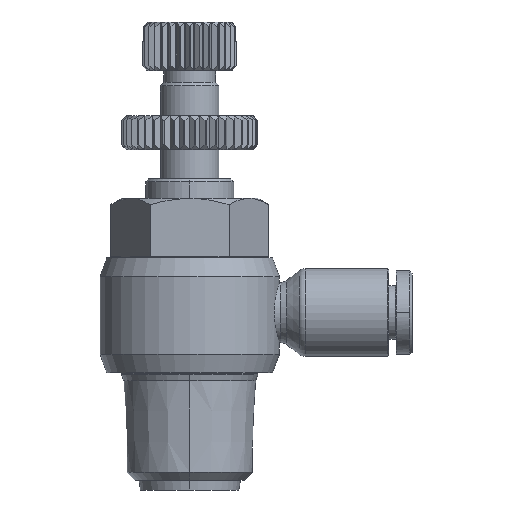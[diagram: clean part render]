
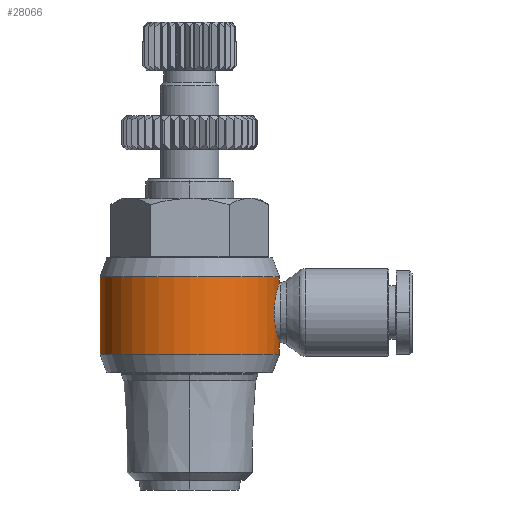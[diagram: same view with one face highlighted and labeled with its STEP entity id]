
A CAD part, front view. The second image highlights one B-rep face of the part: STEP entity #28066.
In plain terms, the highlighted cylindrical face has radius 9.2 mm (diameter 18.4 mm), a partial arc.
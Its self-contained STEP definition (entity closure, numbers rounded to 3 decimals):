
#141=CARTESIAN_POINT('',(-9.0,0.,3.677));
#142=VERTEX_POINT('',#141);
#151=CARTESIAN_POINT('',(9.4,0.,3.677));
#152=VERTEX_POINT('',#151);
#185=CARTESIAN_POINT('',(-9.0,0.,-4.277));
#186=VERTEX_POINT('',#185);
#202=CARTESIAN_POINT('',(9.4,0.,-4.277));
#203=VERTEX_POINT('',#202);
#225=CARTESIAN_POINT('',(-9.0,0.,-3.1));
#226=VERTEX_POINT('',#225);
#227=CARTESIAN_POINT('',(-9.0,0.,-4.277));
#228=DIRECTION('',(0.0,0.0,1.0));
#229=VECTOR('',#228,1.177);
#230=LINE('',#227,#229);
#231=EDGE_CURVE('',#186,#226,#230,.T.);
#234=CARTESIAN_POINT('',(9.4,0.,3.677));
#235=DIRECTION('',(0.0,0.0,-1.0));
#236=VECTOR('',#235,7.954);
#237=LINE('',#234,#236);
#238=EDGE_CURVE('',#152,#203,#237,.T.);
#241=CARTESIAN_POINT('',(-9.,0.,3.1));
#242=VERTEX_POINT('',#241);
#243=CARTESIAN_POINT('',(-9.,0.,3.1));
#244=DIRECTION('',(0.0,0.0,1.0));
#245=VECTOR('',#244,0.577);
#246=LINE('',#243,#245);
#247=EDGE_CURVE('',#242,#142,#246,.T.);
#27967=CARTESIAN_POINT('',(-8.462,3.1,0.));
#27968=VERTEX_POINT('',#27967);
#27969=CARTESIAN_POINT('',(-9.,0.,3.1));
#27970=CARTESIAN_POINT('',(-9.,0.196,3.1));
#27971=CARTESIAN_POINT('',(-8.994,0.399,3.081));
#27972=CARTESIAN_POINT('',(-8.967,0.801,3.002));
#27973=CARTESIAN_POINT('',(-8.948,1.,2.942));
#27974=CARTESIAN_POINT('',(-8.898,1.381,2.783));
#27975=CARTESIAN_POINT('',(-8.868,1.564,2.684));
#27976=CARTESIAN_POINT('',(-8.803,1.901,2.457));
#27977=CARTESIAN_POINT('',(-8.769,2.055,2.329));
#27978=CARTESIAN_POINT('',(-8.701,2.329,2.055));
#27979=CARTESIAN_POINT('',(-8.667,2.457,1.901));
#27980=CARTESIAN_POINT('',(-8.6,2.684,1.564));
#27981=CARTESIAN_POINT('',(-8.569,2.783,1.381));
#27982=CARTESIAN_POINT('',(-8.517,2.942,1.));
#27983=CARTESIAN_POINT('',(-8.497,3.002,0.801));
#27984=CARTESIAN_POINT('',(-8.469,3.081,0.399));
#27985=CARTESIAN_POINT('',(-8.462,3.1,0.196));
#27986=CARTESIAN_POINT('',(-8.462,3.1,0.));
#27987=B_SPLINE_CURVE_WITH_KNOTS('',3,(#27969,#27970,#27971,#27972,#27973,#27974,#27975,#27976,#27977,#27978,#27979,#27980,#27981,#27982,#27983,#27984,#27985,#27986),.UNSPECIFIED.,.F.,.U.,(4,2,2,2,2,2,2,2,4),(14.133,14.722,15.311,15.899,16.488,17.077,17.666,18.255,18.844),.UNSPECIFIED.);
#27988=EDGE_CURVE('',#242,#27968,#27987,.T.);
#27990=CARTESIAN_POINT('',(-8.462,3.1,0.));
#27991=CARTESIAN_POINT('',(-8.462,3.1,-0.196));
#27992=CARTESIAN_POINT('',(-8.469,3.081,-0.399));
#27993=CARTESIAN_POINT('',(-8.497,3.002,-0.801));
#27994=CARTESIAN_POINT('',(-8.517,2.942,-1.));
#27995=CARTESIAN_POINT('',(-8.569,2.783,-1.381));
#27996=CARTESIAN_POINT('',(-8.6,2.684,-1.564));
#27997=CARTESIAN_POINT('',(-8.667,2.457,-1.901));
#27998=CARTESIAN_POINT('',(-8.701,2.329,-2.055));
#27999=CARTESIAN_POINT('',(-8.769,2.055,-2.329));
#28000=CARTESIAN_POINT('',(-8.803,1.901,-2.457));
#28001=CARTESIAN_POINT('',(-8.868,1.564,-2.684));
#28002=CARTESIAN_POINT('',(-8.898,1.381,-2.783));
#28003=CARTESIAN_POINT('',(-8.948,1.,-2.942));
#28004=CARTESIAN_POINT('',(-8.967,0.801,-3.002));
#28005=CARTESIAN_POINT('',(-8.994,0.399,-3.081));
#28006=CARTESIAN_POINT('',(-9.0,0.196,-3.1));
#28007=CARTESIAN_POINT('',(-9.0,0.,-3.1));
#28008=B_SPLINE_CURVE_WITH_KNOTS('',3,(#27990,#27991,#27992,#27993,#27994,#27995,#27996,#27997,#27998,#27999,#28000,#28001,#28002,#28003,#28004,#28005,#28006,#28007),.UNSPECIFIED.,.F.,.U.,(4,2,2,2,2,2,2,2,4),(0.0,0.589,1.178,1.767,2.356,2.945,3.534,4.122,4.711),.UNSPECIFIED.);
#28009=EDGE_CURVE('',#27968,#226,#28008,.T.);
#28040=CARTESIAN_POINT('',(0.2,0.,-0.3));
#28041=DIRECTION('',(0.,0.,1.0));
#28042=DIRECTION('',(-1.0,0.0,0.0));
#28043=AXIS2_PLACEMENT_3D('',#28040,#28041,#28042);
#28044=CYLINDRICAL_SURFACE('',#28043,9.2);
#28045=ORIENTED_EDGE('',*,*,#231,.T.);
#28046=ORIENTED_EDGE('',*,*,#28009,.F.);
#28047=ORIENTED_EDGE('',*,*,#27988,.F.);
#28048=ORIENTED_EDGE('',*,*,#247,.T.);
#28049=CARTESIAN_POINT('',(0.2,0.,3.677));
#28050=DIRECTION('',(0.0,0.0,1.0));
#28051=DIRECTION('',(-1.0,0.0,0.0));
#28052=AXIS2_PLACEMENT_3D('',#28049,#28050,#28051);
#28053=CIRCLE('',#28052,9.2);
#28054=EDGE_CURVE('',#152,#142,#28053,.T.);
#28055=ORIENTED_EDGE('',*,*,#28054,.F.);
#28056=ORIENTED_EDGE('',*,*,#238,.T.);
#28057=CARTESIAN_POINT('',(0.2,0.,-4.277));
#28058=DIRECTION('',(0.0,0.0,1.0));
#28059=DIRECTION('',(-1.0,0.0,0.0));
#28060=AXIS2_PLACEMENT_3D('',#28057,#28058,#28059);
#28061=CIRCLE('',#28060,9.2);
#28062=EDGE_CURVE('',#203,#186,#28061,.T.);
#28063=ORIENTED_EDGE('',*,*,#28062,.T.);
#28064=EDGE_LOOP('',(#28045,#28046,#28047,#28048,#28055,#28056,#28063));
#28065=FACE_OUTER_BOUND('',#28064,.T.);
#28066=ADVANCED_FACE('',(#28065),#28044,.T.);
